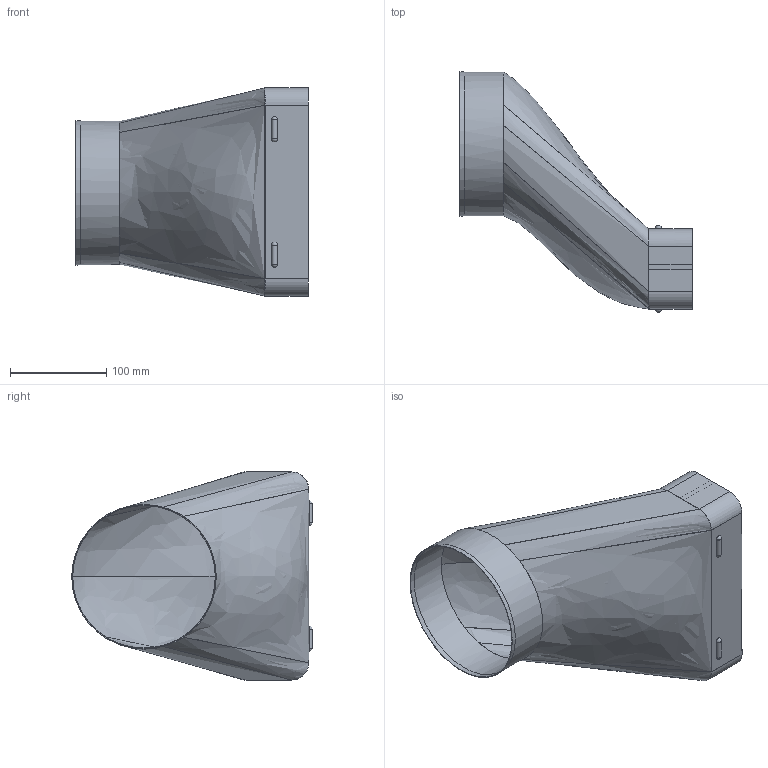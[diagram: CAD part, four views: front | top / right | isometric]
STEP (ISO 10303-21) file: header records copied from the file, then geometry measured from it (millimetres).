
FILE_DESCRIPTION(('STEP AP203'),'1');
FILE_NAME('ck.STP','2019-11-15T11:09:04',(' '),(' '),'Spatial InterOp 3D',' ',' ');
FILE_SCHEMA(('CONFIG_CONTROL_DESIGN'));
Length unit declared in the file: millimetre
Products named in the file (1): 1
Bounding box: 241.05 x 249.64 x 216 mm (x, y, z)
Volume: 85112.4 mm3; surface area: 284017.1 mm2
Topology: 1 solids, 5 shells, 123 faces, 323 edges, 194 vertices
Faces by surface type: plane 42, cylinder 34, bspline 29, sphere 16, cone 2
Full cylindrical faces by diameter (mm): 148 x1, 149.2 x1
Entity records: 12579 total; most frequent: CARTESIAN_POINT 9730, ORIENTED_EDGE 604, DIRECTION 540, EDGE_CURVE 302, AXIS2_PLACEMENT_3D 200, VERTEX_POINT 193, LINE 140, VECTOR 140
